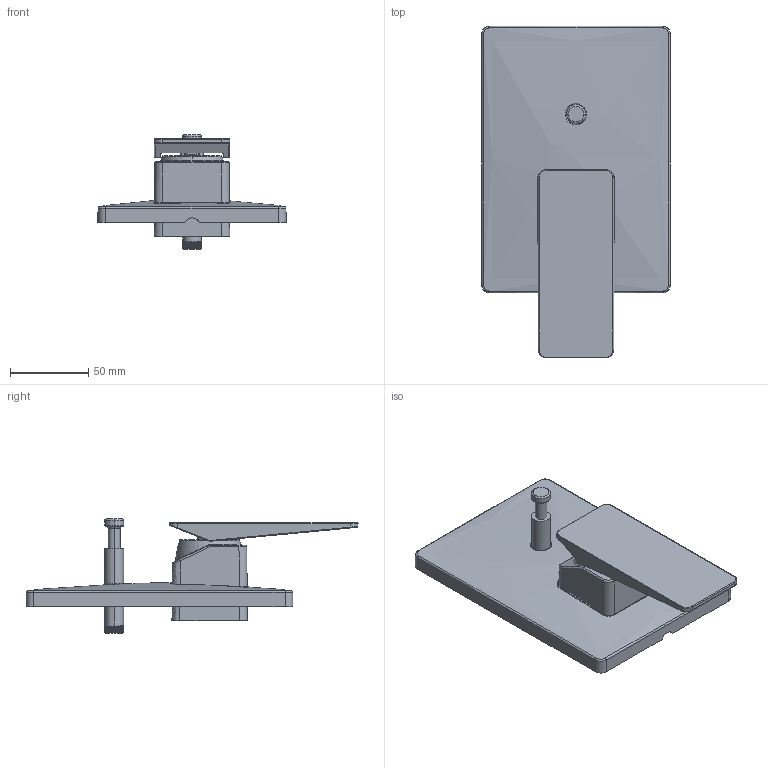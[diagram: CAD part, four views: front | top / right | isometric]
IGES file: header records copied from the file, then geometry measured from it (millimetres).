
Start section:  PTC IGES file: a42395_iges.igs
Global section: file name: a42395_iges.igs; native system: Creo Parametric by Parametric Technology Corporation; preprocessor: 2013410; author: dogantufan.cirakoglu; organization: Unknown; date: 20140909.160212; units: millimetre
Bounding box: 120 x 211.5 x 72.7 mm (x, y, z)
Surface area: 89404.8 mm2 (no closed solid volume)
Topology: 0 solids, 11 shells, 244 faces, 597 edges, 362 vertices
Faces by surface type: revolution 126, bspline 118
